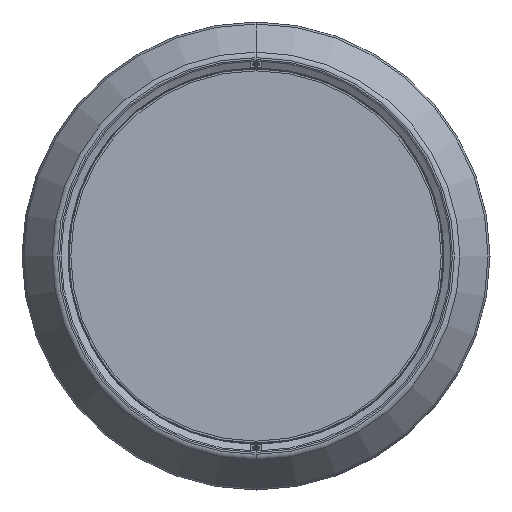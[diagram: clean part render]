
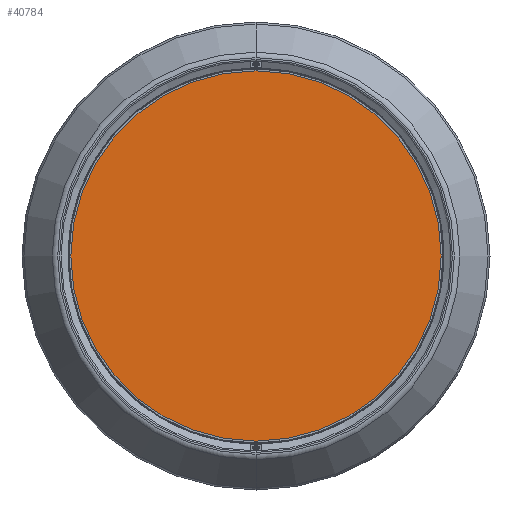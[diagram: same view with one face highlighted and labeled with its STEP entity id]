
A CAD part, front view. The second image highlights one B-rep face of the part: STEP entity #40784.
In plain terms, the highlighted planar face has unit normal (0, -1, 0).
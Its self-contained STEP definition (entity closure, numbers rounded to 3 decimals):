
#662 = DIRECTION ( 'NONE',  ( 0., 1., 0. ) ) ;
#6568 = DIRECTION ( 'NONE',  ( 0., 1., 0. ) ) ;
#8551 = EDGE_CURVE ( 'NONE', #55143, #66334, #79630, .T. ) ;
#17721 = EDGE_LOOP ( 'NONE', ( #55605, #68608 ) ) ;
#18233 = CARTESIAN_POINT ( 'NONE',  ( -8.359, 8.6, -275.873 ) ) ;
#20788 = CARTESIAN_POINT ( 'NONE',  ( 0., 8.6, 0. ) ) ;
#23231 = CARTESIAN_POINT ( 'NONE',  ( 0., 8.6, 0. ) ) ;
#28312 = DIRECTION ( 'NONE',  ( 0.03, 0., 1. ) ) ;
#30759 = PLANE ( 'NONE',  #44617 ) ;
#38277 = DIRECTION ( 'NONE',  ( 0.03, 0., 1. ) ) ;
#40784 = ADVANCED_FACE ( 'NONE', ( #63833 ), #30759, .F. ) ;
#44126 = CIRCLE ( 'NONE', #46731, 276. ) ;
#44617 = AXIS2_PLACEMENT_3D ( 'NONE', #23231, #662, #38277 ) ;
#46731 = AXIS2_PLACEMENT_3D ( 'NONE', #51363, #6568, #58888 ) ;
#51363 = CARTESIAN_POINT ( 'NONE',  ( 0., 8.6, 0. ) ) ;
#52300 = CARTESIAN_POINT ( 'NONE',  ( 8.359, 8.6, 275.873 ) ) ;
#55143 = VERTEX_POINT ( 'NONE', #18233 ) ;
#55605 = ORIENTED_EDGE ( 'NONE', *, *, #8551, .F. ) ;
#58888 = DIRECTION ( 'NONE',  ( 0.03, 0., 1. ) ) ;
#60980 = EDGE_CURVE ( 'NONE', #66334, #55143, #44126, .T. ) ;
#63833 = FACE_OUTER_BOUND ( 'NONE', #17721, .T. ) ;
#66334 = VERTEX_POINT ( 'NONE', #52300 ) ;
#68608 = ORIENTED_EDGE ( 'NONE', *, *, #60980, .F. ) ;
#73175 = DIRECTION ( 'NONE',  ( 0., 1., 0. ) ) ;
#79630 = CIRCLE ( 'NONE', #93687, 276. ) ;
#93687 = AXIS2_PLACEMENT_3D ( 'NONE', #20788, #73175, #28312 ) ;
